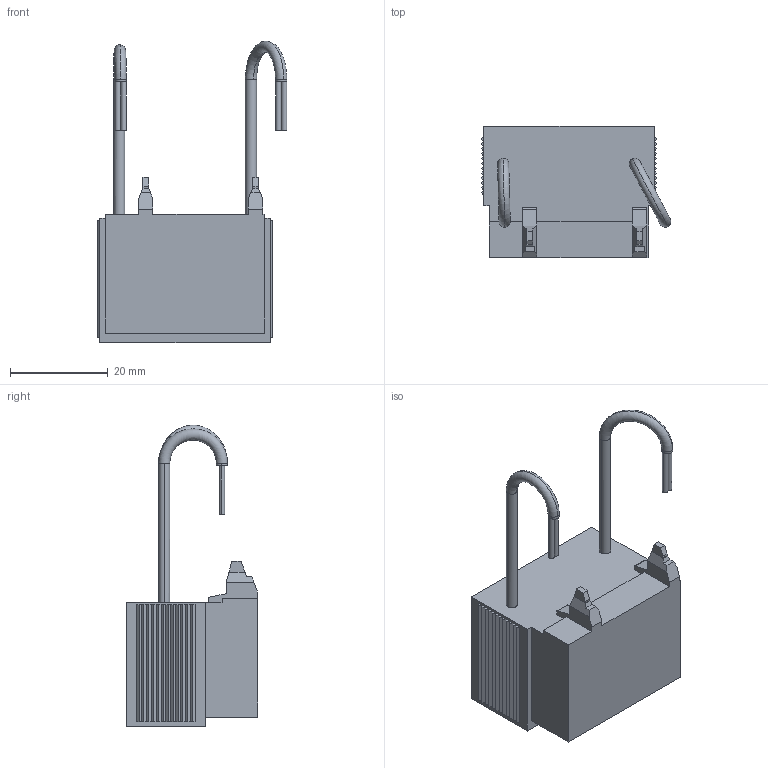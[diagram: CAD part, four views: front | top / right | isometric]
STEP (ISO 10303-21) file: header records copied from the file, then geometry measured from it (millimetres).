
FILE_DESCRIPTION(('STEP AP214'),'1');
FILE_NAME('cctmp_C7D19B6F-2B1C-4E14-BB6A-903B093BC3BD_2023_07_24_18_51_14_0385..stp','2023-07-24T16:51:15',('SIEMENS A&D'),('CADClick - www.CADClick.com'),'Spatial InterOp 3D postprocessed',' ','unknown authorization');
FILE_SCHEMA(('AUTOMOTIVE_DESIGN'));
Length unit declared in the file: millimetre
Products named in the file (1): 2023_07_24_18_51_14_0354
Bounding box: 38.85 x 27 x 61.82 mm (x, y, z)
Volume: 23735.6 mm3; surface area: 6324.4 mm2
Topology: 1 solids, 1 shells, 603 faces, 1619 edges, 1050 vertices
Faces by surface type: plane 545, cylinder 54, torus 4
Entity records: 20292 total; most frequent: CARTESIAN_POINT 3273, ORIENTED_EDGE 3238, DIRECTION 2947, EDGE_CURVE 1619, LINE 1499, VECTOR 1499, VERTEX_POINT 1050, AXIS2_PLACEMENT_3D 724
